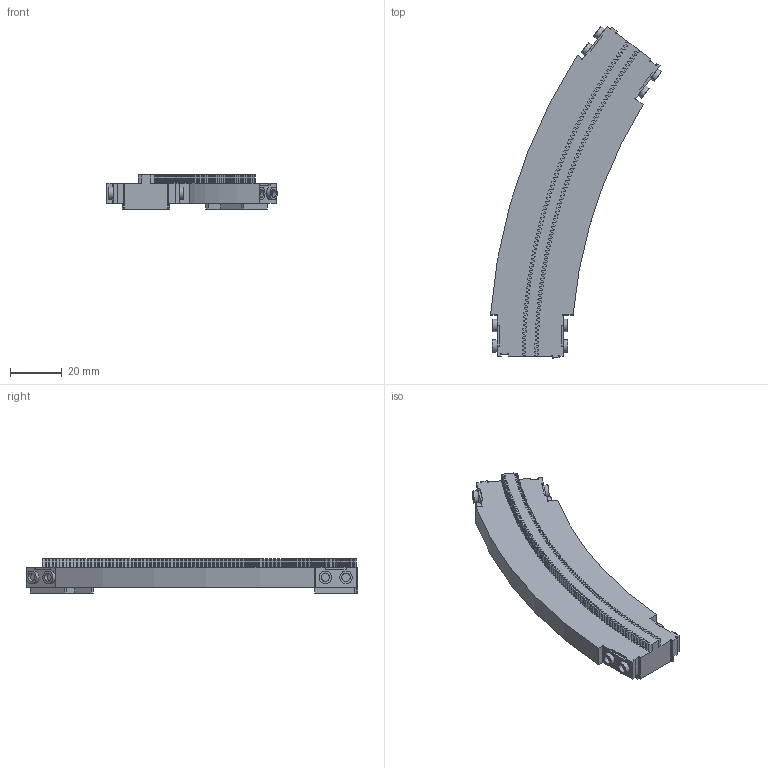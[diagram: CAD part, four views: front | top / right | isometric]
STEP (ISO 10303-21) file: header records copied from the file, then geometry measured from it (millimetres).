
FILE_DESCRIPTION(('Open CASCADE Model'),'2;1');
FILE_NAME('Open CASCADE Shape Model','2024-11-11T21:28:20',('Author'),( 'Open CASCADE'),'Open CASCADE STEP processor 7.7','Open CASCADE 7.7' ,'Unknown');
FILE_SCHEMA(('AUTOMOTIVE_DESIGN { 1 0 10303 214 1 1 1 1 }'));
Length unit declared in the file: millimetre
Products named in the file (1): Open CASCADE STEP translator 7.7 2
Bounding box: 66.03 x 128.2 x 13.2 mm (x, y, z)
Volume: 17530.1 mm3; surface area: 20174.7 mm2
Topology: 1 solids, 1 shells, 1053 faces, 3060 edges, 2040 vertices
Faces by surface type: plane 823, cylinder 230
Full cylindrical faces by diameter (mm): 3.2 x8, 4.8 x8
Entity records: 75003 total; most frequent: CARTESIAN_POINT 13792, DIRECTION 11495, LINE 8260, VECTOR 8260, ORIENTED_EDGE 6120, PCURVE 6120, DEFINITIONAL_REPRESENTATION 6120, EDGE_CURVE 3060
